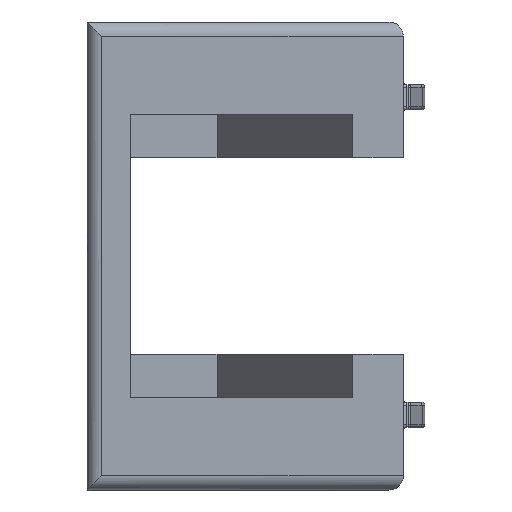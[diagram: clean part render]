
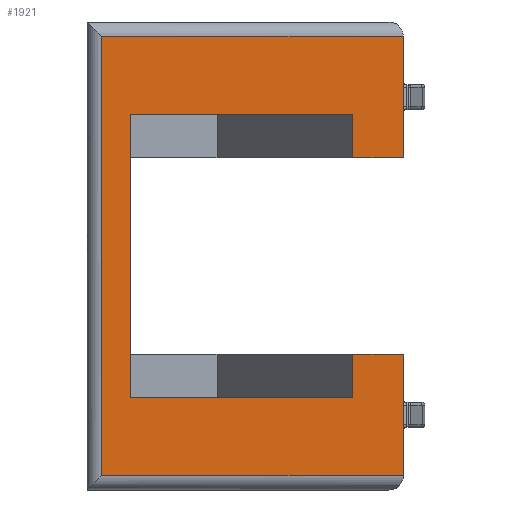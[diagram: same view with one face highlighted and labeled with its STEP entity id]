
A CAD part, left-side view. The second image highlights one B-rep face of the part: STEP entity #1921.
In plain terms, the highlighted planar face has unit normal (-1, 0, 0).
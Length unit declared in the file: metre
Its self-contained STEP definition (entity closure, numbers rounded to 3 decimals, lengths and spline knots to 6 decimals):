
#183=ORIENTED_EDGE('',*,*,#765,.T.);
#184=ORIENTED_EDGE('',*,*,#766,.T.);
#185=ORIENTED_EDGE('',*,*,#767,.F.);
#186=ORIENTED_EDGE('',*,*,#768,.T.);
#187=ORIENTED_EDGE('',*,*,#769,.T.);
#188=ORIENTED_EDGE('',*,*,#770,.T.);
#189=ORIENTED_EDGE('',*,*,#771,.T.);
#190=ORIENTED_EDGE('',*,*,#772,.T.);
#191=ORIENTED_EDGE('',*,*,#773,.T.);
#192=ORIENTED_EDGE('',*,*,#774,.F.);
#193=ORIENTED_EDGE('',*,*,#775,.F.);
#194=ORIENTED_EDGE('',*,*,#776,.F.);
#765=EDGE_CURVE('',#1056,#1057,#1228,.T.);
#766=EDGE_CURVE('',#1057,#1058,#1229,.T.);
#767=EDGE_CURVE('',#1059,#1058,#1230,.T.);
#768=EDGE_CURVE('',#1059,#1060,#1231,.T.);
#769=EDGE_CURVE('',#1060,#1061,#1232,.T.);
#770=EDGE_CURVE('',#1061,#1062,#1233,.F.);
#771=EDGE_CURVE('',#1062,#1063,#1234,.T.);
#772=EDGE_CURVE('',#1063,#1064,#1235,.T.);
#773=EDGE_CURVE('',#1064,#1065,#1236,.T.);
#774=EDGE_CURVE('',#1066,#1065,#1237,.T.);
#775=EDGE_CURVE('',#1067,#1066,#1238,.T.);
#776=EDGE_CURVE('',#1056,#1067,#1239,.T.);
#1056=VERTEX_POINT('',#2918);
#1057=VERTEX_POINT('',#2919);
#1058=VERTEX_POINT('',#2921);
#1059=VERTEX_POINT('',#2923);
#1060=VERTEX_POINT('',#2925);
#1061=VERTEX_POINT('',#2927);
#1062=VERTEX_POINT('',#2929);
#1063=VERTEX_POINT('',#2931);
#1064=VERTEX_POINT('',#2933);
#1065=VERTEX_POINT('',#2935);
#1066=VERTEX_POINT('',#2937);
#1067=VERTEX_POINT('',#2939);
#1228=LINE('',#2917,#1423);
#1229=LINE('',#2920,#1424);
#1230=LINE('',#2922,#1425);
#1231=LINE('',#2924,#1426);
#1232=LINE('',#2926,#1427);
#1233=LINE('',#2928,#1428);
#1234=LINE('',#2930,#1429);
#1235=LINE('',#2932,#1430);
#1236=LINE('',#2934,#1431);
#1237=LINE('',#2936,#1432);
#1238=LINE('',#2938,#1433);
#1239=LINE('',#2940,#1434);
#1423=VECTOR('',#2285,1.);
#1424=VECTOR('',#2286,1.);
#1425=VECTOR('',#2287,1.);
#1426=VECTOR('',#2288,1.);
#1427=VECTOR('',#2289,1.);
#1428=VECTOR('',#2290,1.);
#1429=VECTOR('',#2291,1.);
#1430=VECTOR('',#2292,1.);
#1431=VECTOR('',#2293,1.);
#1432=VECTOR('',#2294,1.);
#1433=VECTOR('',#2295,1.);
#1434=VECTOR('',#2296,1.);
#1612=EDGE_LOOP('',(#183,#184,#185,#186,#187,#188,#189,#190,#191,#192,#193,
#194));
#1739=FACE_BOUND('',#1612,.T.);
#1865=PLANE('',#2057);
#1921=ADVANCED_FACE('',(#1739),#1865,.F.);
#2057=AXIS2_PLACEMENT_3D('',#2916,#2283,#2284);
#2283=DIRECTION('',(1.,0.,0.));
#2284=DIRECTION('',(0.,1.,0.));
#2285=DIRECTION('',(0.,0.,1.));
#2286=DIRECTION('',(0.,-1.,0.));
#2287=DIRECTION('',(0.,0.,1.));
#2288=DIRECTION('',(0.,-1.,0.));
#2289=DIRECTION('',(0.,0.,1.));
#2290=DIRECTION('',(0.,-1.,0.));
#2291=DIRECTION('',(0.,0.,-1.));
#2292=DIRECTION('',(0.,-1.,0.));
#2293=DIRECTION('',(0.,0.,1.));
#2294=DIRECTION('',(0.,-1.,0.));
#2295=DIRECTION('',(0.,0.,1.));
#2296=DIRECTION('',(0.,-1.,0.));
#2916=CARTESIAN_POINT('',(0.,0.013,0.0062));
#2917=CARTESIAN_POINT('',(0.,0.0245,-0.0051));
#2918=CARTESIAN_POINT('',(0.,0.0245,-0.0045));
#2919=CARTESIAN_POINT('',(0.,0.0245,0.0053));
#2920=CARTESIAN_POINT('',(0.,0.0209,0.0053));
#2921=CARTESIAN_POINT('',(0.,0.0168,0.0053));
#2922=CARTESIAN_POINT('',(0.,0.0168,0.007));
#2923=CARTESIAN_POINT('',(0.,0.0168,0.0038));
#2924=CARTESIAN_POINT('',(0.,0.013,0.0038));
#2925=CARTESIAN_POINT('',(0.,0.01505,0.0038));
#2926=CARTESIAN_POINT('',(0.,0.01505,0.007));
#2927=CARTESIAN_POINT('',(0.,0.01505,0.008));
#2928=CARTESIAN_POINT('',(0.,0.026,0.008));
#2929=CARTESIAN_POINT('',(0.,0.0255,0.008));
#2930=CARTESIAN_POINT('',(0.,0.0255,-0.0088));
#2931=CARTESIAN_POINT('',(0.,0.0255,-0.0072));
#2932=CARTESIAN_POINT('',(0.,0.013,-0.0072));
#2933=CARTESIAN_POINT('',(0.,0.01505,-0.0072));
#2934=CARTESIAN_POINT('',(0.,0.01505,0.0078));
#2935=CARTESIAN_POINT('',(0.,0.01505,-0.003));
#2936=CARTESIAN_POINT('',(0.,0.013,-0.003));
#2937=CARTESIAN_POINT('',(0.,0.0168,-0.003));
#2938=CARTESIAN_POINT('',(0.,0.0168,0.0078));
#2939=CARTESIAN_POINT('',(0.,0.0168,-0.0045));
#2940=CARTESIAN_POINT('',(0.,0.0209,-0.0045));
